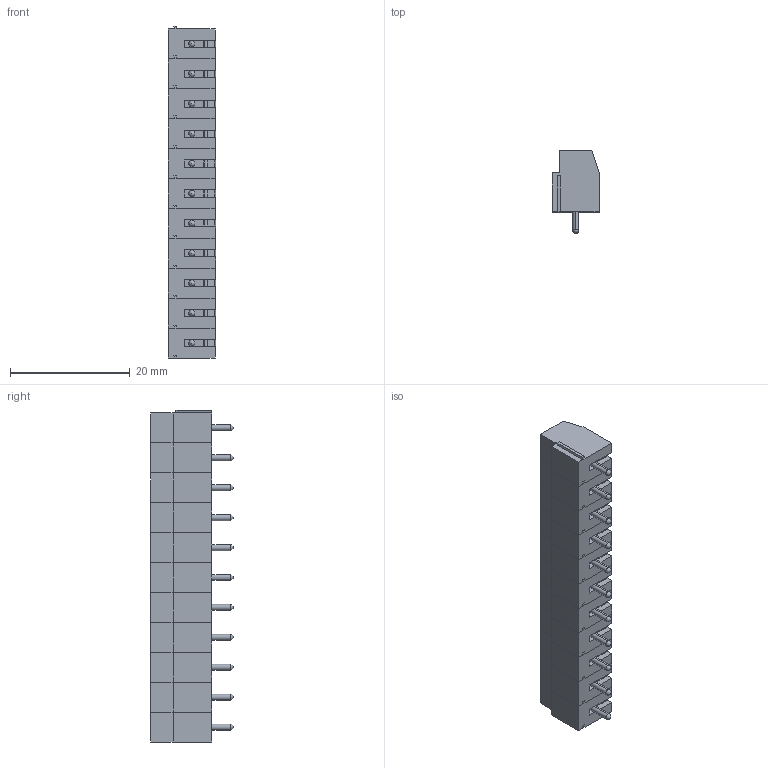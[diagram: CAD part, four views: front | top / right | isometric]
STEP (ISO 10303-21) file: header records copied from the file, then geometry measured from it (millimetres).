
FILE_DESCRIPTION (( 'STEP AP214' ), '1' );
FILE_NAME ('TBLOCK-11PIN-5mm pitch.STEP', '2020-06-29T08:24:34', ( '' ), ( '' ), 'SwSTEP 2.0', 'SolidWorks 2018', '' );
FILE_SCHEMA (( 'AUTOMOTIVE_DESIGN' ));
Length unit declared in the file: millimetre
Products named in the file (4): Inner; Screw; Outter; TBLOCK-11PIN-5mm pitch
Assembly tree (33 placements, depth 2):
  TBLOCK-11PIN-5mm pitch
    Outter  x11
    Screw  x11
    Inner  x11
Bounding box: 7.87 x 13.75 x 55.5 mm (x, y, z)
Volume: 3096.6 mm3; surface area: 8209.7 mm2
Topology: 33 solids, 33 shells, 1815 faces, 4554 edges, 2717 vertices
Faces by surface type: plane 737, cylinder 473, bspline 308, torus 143, sphere 121, cone 33
Entity records: 5797 total; most frequent: CARTESIAN_POINT 1779, ORIENTED_EDGE 802, DIRECTION 791, EDGE_CURVE 401, AXIS2_PLACEMENT_3D 297, VERTEX_POINT 245, VECTOR 197, LINE 197
